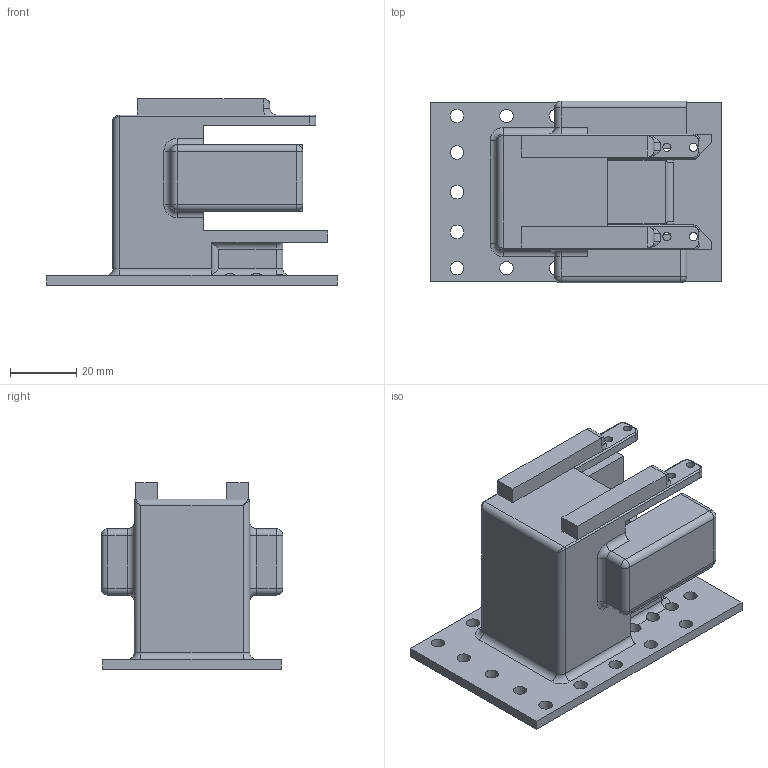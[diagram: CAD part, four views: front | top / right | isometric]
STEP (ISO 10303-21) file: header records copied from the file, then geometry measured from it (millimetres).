
FILE_DESCRIPTION(/* description */ (''),/* implementation_level */ '2;1');
FILE_NAME(/* name */ 'Base_serial.step',/* time_stamp */ '2022-08-16T23:44:41-05:00',/* author */ ('ferbm'),/* organization */ (''),/* preprocessor_version */ 'ST-DEVELOPER v18.1',/* originating_system */ 'Autodesk Inventor 2021',/* authorisation */ '');
FILE_SCHEMA (('AUTOMOTIVE_DESIGN { 1 0 10303 214 3 1 1 }'));
Length unit declared in the file: millimetre
Products named in the file (1): Base_serial
Bounding box: 88 x 55 x 56.5 mm (x, y, z)
Volume: 93241.4 mm3; surface area: 26014.7 mm2
Topology: 1 solids, 1 shells, 192 faces, 506 edges, 309 vertices
Faces by surface type: cylinder 96, plane 63, torus 18, sphere 9, bspline 6
Full cylindrical faces by diameter (mm): 2.5 x16, 4 x8, 4.1 x13
Entity records: 6468 total; most frequent: CARTESIAN_POINT 1479, DIRECTION 1066, ORIENTED_EDGE 1008, EDGE_CURVE 504, AXIS2_PLACEMENT_3D 403, VERTEX_POINT 309, LINE 260, VECTOR 260
